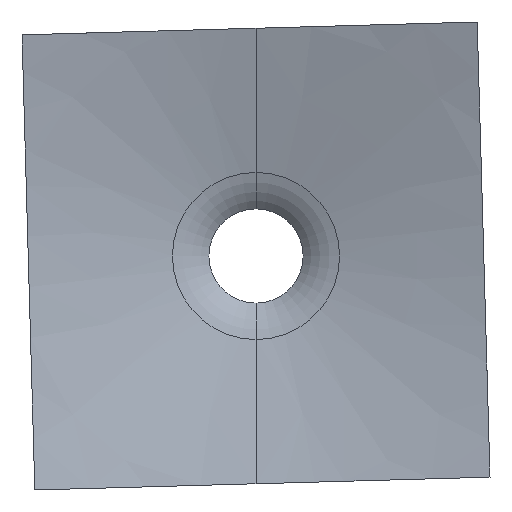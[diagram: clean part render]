
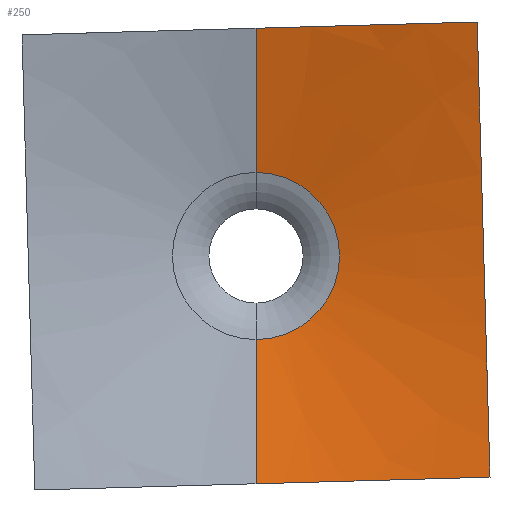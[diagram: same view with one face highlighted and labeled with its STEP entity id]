
A CAD part, left-side view. The second image highlights one B-rep face of the part: STEP entity #250.
In plain terms, the highlighted conical face has half-angle 76.43 degrees and reference radius 29 mm.
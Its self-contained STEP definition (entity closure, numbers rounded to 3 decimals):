
#7 = LINE ( 'NONE', #81, #177 ) ;
#10 = VERTEX_POINT ( 'NONE', #416 ) ;
#24 = VERTEX_POINT ( 'NONE', #375 ) ;
#25 = VERTEX_POINT ( 'NONE', #182 ) ;
#26 = CONICAL_SURFACE ( 'NONE', #60, 29., 1.334 ) ;
#28 = CARTESIAN_POINT ( 'NONE',  ( -25.613, -22.248, 7.972 ) ) ;
#31 = CARTESIAN_POINT ( 'NONE',  ( -28.509, -50.42, 8.765 ) ) ;
#38 = CARTESIAN_POINT ( 'NONE',  ( -26.132, -34.686, -49.701 ) ) ;
#54 = CARTESIAN_POINT ( 'NONE',  ( -27.69, -51.918, -44.414 ) ) ;
#57 = AXIS2_PLACEMENT_3D ( 'NONE', #249, #213, #131 ) ;
#59 = CARTESIAN_POINT ( 'NONE',  ( -25.688, -51.376, -25.153 ) ) ;
#60 = AXIS2_PLACEMENT_3D ( 'NONE', #120, #241, #426 ) ;
#81 = CARTESIAN_POINT ( 'NONE',  ( -25.61, -22.248, -50.04 ) ) ;
#85 = CARTESIAN_POINT ( 'NONE',  ( -26.978, -42.153, -49.49 ) ) ;
#88 = VECTOR ( 'NONE', #232, 1000. ) ;
#95 = CARTESIAN_POINT ( 'NONE',  ( -26.959, -50.692, -0.886 ) ) ;
#102 = ORIENTED_EDGE ( 'NONE', *, *, #445, .T. ) ;
#105 = VERTEX_POINT ( 'NONE', #31 ) ;
#108 = CARTESIAN_POINT ( 'NONE',  ( -25.629, -24.608, 8.038 ) ) ;
#110 = ORIENTED_EDGE ( 'NONE', *, *, #193, .T. ) ;
#120 = CARTESIAN_POINT ( 'NONE',  ( -25.61, -22.248, -21.04 ) ) ;
#127 = LINE ( 'NONE', #420, #88 ) ;
#131 = DIRECTION ( 'NONE',  ( 0., 0., 1. ) ) ;
#147 = CARTESIAN_POINT ( 'NONE',  ( -25.974, -51.512, -29.98 ) ) ;
#164 = EDGE_CURVE ( 'NONE', #105, #179, #451, .T. ) ;
#166 = CARTESIAN_POINT ( 'NONE',  ( -25.657, -27.213, -49.911 ) ) ;
#169 = CARTESIAN_POINT ( 'NONE',  ( -25.608, -51.171, -17.894 ) ) ;
#177 = VECTOR ( 'NONE', #235, 1000. ) ;
#179 = VERTEX_POINT ( 'NONE', #405 ) ;
#182 = CARTESIAN_POINT ( 'NONE',  ( -28.509, -52.054, -49.212 ) ) ;
#183 = CARTESIAN_POINT ( 'NONE',  ( -26.225, -34.019, 8.303 ) ) ;
#193 = EDGE_CURVE ( 'NONE', #10, #25, #215, .T. ) ;
#195 = ORIENTED_EDGE ( 'NONE', *, *, #164, .T. ) ;
#206 = CARTESIAN_POINT ( 'NONE',  ( -26.184, -51.58, -32.39 ) ) ;
#210 = CARTESIAN_POINT ( 'NONE',  ( -27.687, -50.556, 3.946 ) ) ;
#213 = DIRECTION ( 'NONE',  ( 1., 0., 0. ) ) ;
#215 = B_SPLINE_CURVE_WITH_KNOTS ( 'NONE', 3,
 ( #305, #256, #166, #311, #38, #488, #85, #384, #427, #421 ),
 .UNSPECIFIED., .F., .F.,
 ( 4, 2, 2, 2, 4 ),
 ( 0.028, 0.036, 0.043, 0.051, 0.058 ),
 .UNSPECIFIED. ) ;
#232 = DIRECTION ( 'NONE',  ( -0.235, 0., 0.972 ) ) ;
#235 = DIRECTION ( 'NONE',  ( -0.235, 0., -0.972 ) ) ;
#241 = DIRECTION ( 'NONE',  ( -1., 0., 0. ) ) ;
#242 = ORIENTED_EDGE ( 'NONE', *, *, #326, .T. ) ;
#244 = CARTESIAN_POINT ( 'NONE',  ( -26.967, -51.783, -39.61 ) ) ;
#245 = ORIENTED_EDGE ( 'NONE', *, *, #356, .F. ) ;
#247 = CARTESIAN_POINT ( 'NONE',  ( -28.509, -50.42, 8.765 ) ) ;
#249 = CARTESIAN_POINT ( 'NONE',  ( -21.179, -22.248, -21.04 ) ) ;
#250 = ADVANCED_FACE ( 'NONE', ( #278 ), #26, .F. ) ;
#256 = CARTESIAN_POINT ( 'NONE',  ( -25.596, -24.729, -49.981 ) ) ;
#257 = CARTESIAN_POINT ( 'NONE',  ( -28.509, -52.054, -49.212 ) ) ;
#259 = CARTESIAN_POINT ( 'NONE',  ( -26.013, -31.669, 8.237 ) ) ;
#262 = CARTESIAN_POINT ( 'NONE',  ( -28.509, -50.42, 8.765 ) ) ;
#278 = FACE_OUTER_BOUND ( 'NONE', #400, .T. ) ;
#288 = CARTESIAN_POINT ( 'NONE',  ( -26.172, -50.897, -8.177 ) ) ;
#305 = CARTESIAN_POINT ( 'NONE',  ( -25.613, -22.248, -50.051 ) ) ;
#307 = CARTESIAN_POINT ( 'NONE',  ( -27.711, -45.742, 8.634 ) ) ;
#311 = CARTESIAN_POINT ( 'NONE',  ( -25.925, -32.191, -49.771 ) ) ;
#315 = CARTESIAN_POINT ( 'NONE',  ( -21.179, -22.248, -10.397 ) ) ;
#321 = CARTESIAN_POINT ( 'NONE',  ( -25.681, -51.103, -15.47 ) ) ;
#326 = EDGE_CURVE ( 'NONE', #359, #24, #371, .T. ) ;
#340 = B_SPLINE_CURVE_WITH_KNOTS ( 'NONE', 3,
 ( #257, #54, #244, #206, #147, #59, #440, #169, #321, #474, #288, #95, #210, #247 ),
 .UNSPECIFIED., .F., .F.,
 ( 4, 2, 2, 2, 2, 2, 4 ),
 ( 0., 0.015, 0.022, 0.029, 0.036, 0.044, 0.058 ),
 .UNSPECIFIED. ) ;
#356 = EDGE_CURVE ( 'NONE', #359, #179, #127, .T. ) ;
#359 = VERTEX_POINT ( 'NONE', #315 ) ;
#371 = CIRCLE ( 'NONE', #57, 10.643 ) ;
#375 = CARTESIAN_POINT ( 'NONE',  ( -21.179, -22.248, -31.683 ) ) ;
#384 = CARTESIAN_POINT ( 'NONE',  ( -27.692, -47.111, -49.351 ) ) ;
#390 = EDGE_CURVE ( 'NONE', #24, #10, #7, .T. ) ;
#400 = EDGE_LOOP ( 'NONE', ( #242, #471, #110, #102, #195, #245 ) ) ;
#405 = CARTESIAN_POINT ( 'NONE',  ( -25.613, -22.248, 7.972 ) ) ;
#413 = CARTESIAN_POINT ( 'NONE',  ( -27.003, -41.059, 8.502 ) ) ;
#416 = CARTESIAN_POINT ( 'NONE',  ( -25.613, -22.248, -50.051 ) ) ;
#420 = CARTESIAN_POINT ( 'NONE',  ( -25.61, -22.248, 7.96 ) ) ;
#421 = CARTESIAN_POINT ( 'NONE',  ( -28.509, -52.054, -49.212 ) ) ;
#426 = DIRECTION ( 'NONE',  ( 0., 0., 1. ) ) ;
#427 = CARTESIAN_POINT ( 'NONE',  ( -28.088, -49.584, -49.281 ) ) ;
#440 = CARTESIAN_POINT ( 'NONE',  ( -25.612, -51.308, -22.736 ) ) ;
#445 = EDGE_CURVE ( 'NONE', #25, #105, #340, .T. ) ;
#451 = B_SPLINE_CURVE_WITH_KNOTS ( 'NONE', 3,
 ( #262, #307, #413, #183, #259, #480, #108, #28 ),
 .UNSPECIFIED., .F., .F.,
 ( 4, 2, 2, 4 ),
 ( 0., 0.014, 0.021, 0.028 ),
 .UNSPECIFIED. ) ;
#471 = ORIENTED_EDGE ( 'NONE', *, *, #390, .T. ) ;
#474 = CARTESIAN_POINT ( 'NONE',  ( -25.963, -50.966, -10.612 ) ) ;
#480 = CARTESIAN_POINT ( 'NONE',  ( -25.715, -26.964, 8.105 ) ) ;
#488 = CARTESIAN_POINT ( 'NONE',  ( -26.659, -39.669, -49.56 ) ) ;
